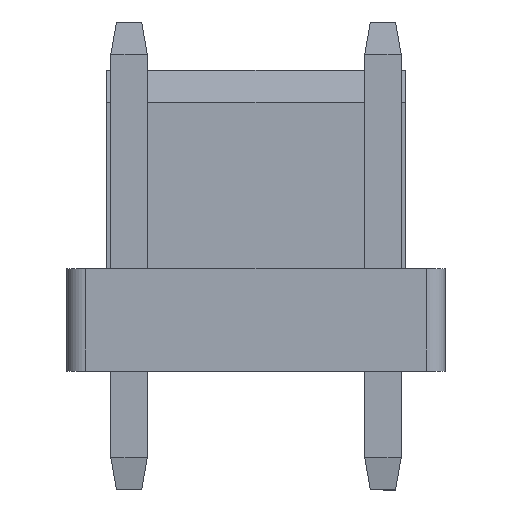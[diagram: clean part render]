
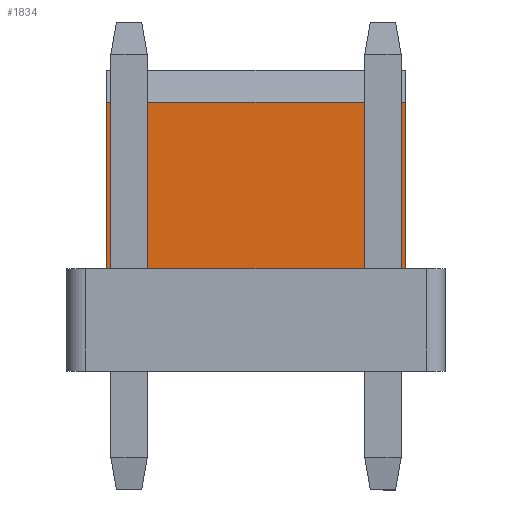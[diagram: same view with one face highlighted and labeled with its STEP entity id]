
A CAD part, top view. The second image highlights one B-rep face of the part: STEP entity #1834.
In plain terms, the highlighted planar face has unit normal (0, 0, 1).
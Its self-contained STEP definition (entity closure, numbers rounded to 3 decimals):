
#19 = EDGE_LOOP ( 'NONE', ( #236, #764, #352, #1685 ) ) ;
#236 = ORIENTED_EDGE ( 'NONE', *, *, #1959, .T. ) ;
#352 = ORIENTED_EDGE ( 'NONE', *, *, #1828, .T. ) ;
#369 = DIRECTION ( 'NONE',  ( 0., 1., 0. ) ) ;
#454 = CARTESIAN_POINT ( 'NONE',  ( 4.66, 8.4, -2.55 ) ) ;
#498 = CARTESIAN_POINT ( 'NONE',  ( -4.66, 0., -2.55 ) ) ;
#508 = LINE ( 'NONE', #498, #668 ) ;
#516 = DIRECTION ( 'NONE',  ( 0., 0., 1. ) ) ;
#521 = CARTESIAN_POINT ( 'NONE',  ( -5.91, 3.2, -2.55 ) ) ;
#582 = DIRECTION ( 'NONE',  ( -1., 0., 0. ) ) ;
#668 = VECTOR ( 'NONE', #1308, 1000. ) ;
#764 = ORIENTED_EDGE ( 'NONE', *, *, #1941, .T. ) ;
#833 = LINE ( 'NONE', #521, #1706 ) ;
#915 = EDGE_CURVE ( 'NONE', #1451, #1490, #833, .T. ) ;
#935 = VECTOR ( 'NONE', #369, 1000. ) ;
#968 = VECTOR ( 'NONE', #582, 1000. ) ;
#984 = CARTESIAN_POINT ( 'NONE',  ( -4.66, 3.2, -2.55 ) ) ;
#1000 = DIRECTION ( 'NONE',  ( -1., 0., 0. ) ) ;
#1088 = VERTEX_POINT ( 'NONE', #454 ) ;
#1151 = PLANE ( 'NONE',  #1574 ) ;
#1170 = CARTESIAN_POINT ( 'NONE',  ( -5.91, 8.4, -2.55 ) ) ;
#1289 = VERTEX_POINT ( 'NONE', #1812 ) ;
#1308 = DIRECTION ( 'NONE',  ( 0., -1., 0. ) ) ;
#1451 = VERTEX_POINT ( 'NONE', #1852 ) ;
#1458 = CARTESIAN_POINT ( 'NONE',  ( -5.91, 9.4, -2.55 ) ) ;
#1490 = VERTEX_POINT ( 'NONE', #984 ) ;
#1498 = LINE ( 'NONE', #1785, #935 ) ;
#1574 = AXIS2_PLACEMENT_3D ( 'NONE', #1458, #516, #1927 ) ;
#1685 = ORIENTED_EDGE ( 'NONE', *, *, #915, .F. ) ;
#1706 = VECTOR ( 'NONE', #1000, 1000. ) ;
#1774 = LINE ( 'NONE', #1170, #968 ) ;
#1785 = CARTESIAN_POINT ( 'NONE',  ( 4.66, 0., -2.55 ) ) ;
#1812 = CARTESIAN_POINT ( 'NONE',  ( -4.66, 8.4, -2.55 ) ) ;
#1828 = EDGE_CURVE ( 'NONE', #1289, #1490, #508, .T. ) ;
#1834 = ADVANCED_FACE ( 'NONE', ( #1892 ), #1151, .T. ) ;
#1852 = CARTESIAN_POINT ( 'NONE',  ( 4.66, 3.2, -2.55 ) ) ;
#1892 = FACE_OUTER_BOUND ( 'NONE', #19, .T. ) ;
#1927 = DIRECTION ( 'NONE',  ( 0., -1., 0. ) ) ;
#1941 = EDGE_CURVE ( 'NONE', #1088, #1289, #1774, .T. ) ;
#1959 = EDGE_CURVE ( 'NONE', #1451, #1088, #1498, .T. ) ;
